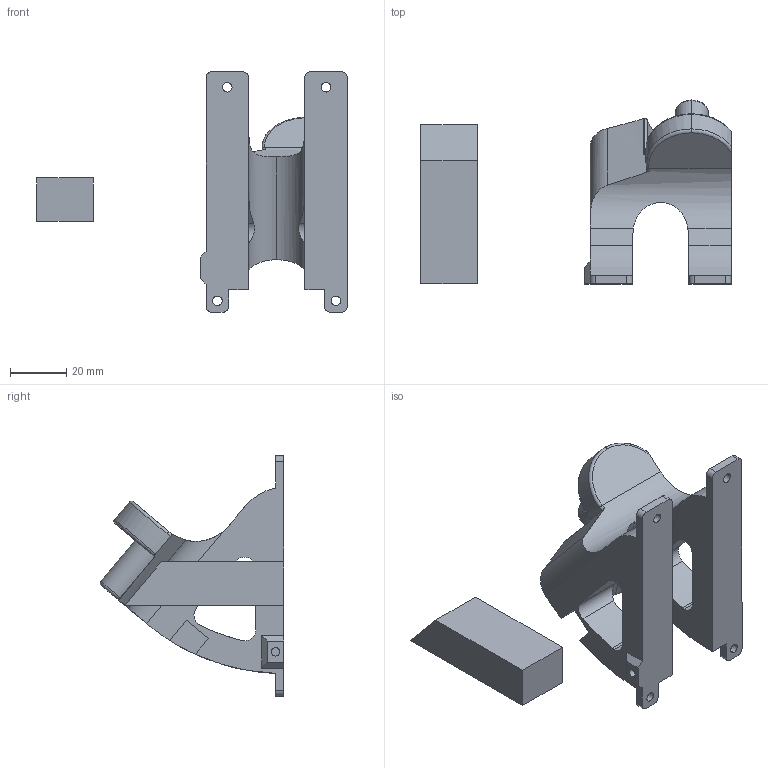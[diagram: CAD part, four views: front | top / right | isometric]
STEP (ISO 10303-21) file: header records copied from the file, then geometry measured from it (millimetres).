
FILE_DESCRIPTION (( 'STEP AP203' ), '1' );
FILE_NAME ('04_rollmount left_40°_timingbelt_v2.step', '2020-02-23T11:27:01', ( '' ), ( '' ), 'SwSTEP 2.0', 'SolidWorks 2019', '' );
FILE_SCHEMA (( 'CONFIG_CONTROL_DESIGN' ));
Length unit declared in the file: millimetre
Products named in the file (1): 04_rollmount left_40°_timingbelt_v2
Bounding box: 110 x 65.21 x 85.14 mm (x, y, z)
Volume: 86355.9 mm3; surface area: 24819.7 mm2
Topology: 2 solids, 2 shells, 102 faces, 282 edges, 186 vertices
Faces by surface type: cylinder 51, plane 44, torus 6, bspline 1
Entity records: 3665 total; most frequent: CARTESIAN_POINT 906, DIRECTION 571, ORIENTED_EDGE 564, EDGE_CURVE 282, AXIS2_PLACEMENT_3D 211, VERTEX_POINT 186, LINE 149, VECTOR 149
